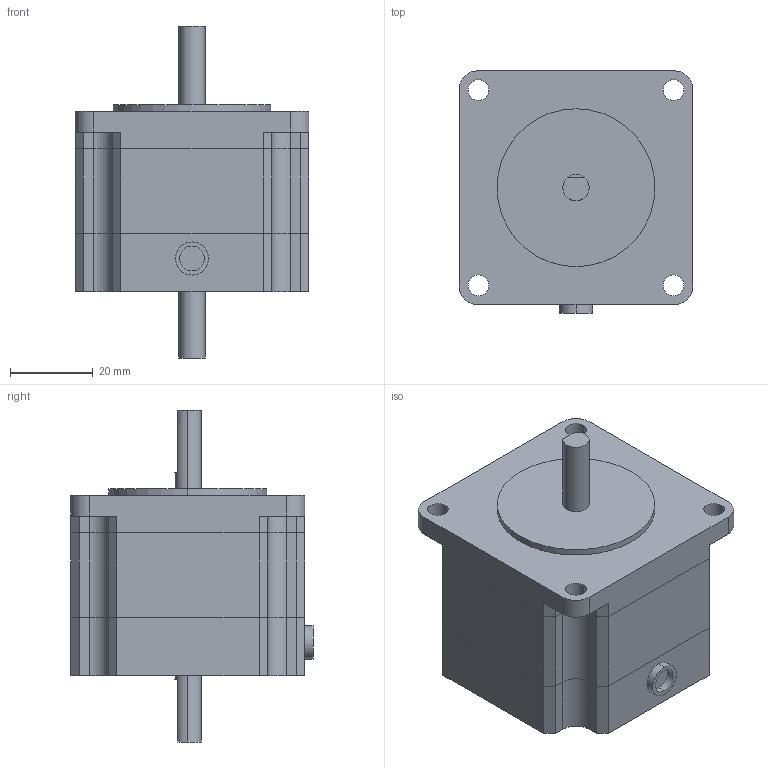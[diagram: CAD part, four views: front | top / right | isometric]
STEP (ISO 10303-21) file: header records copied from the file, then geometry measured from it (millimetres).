
FILE_DESCRIPTION (( 'STEP AP214' ), '1' );
FILE_NAME ('PF46402B.STEP', '2014-02-13T13:18:15', ( 'j' ), ( '' ), 'SwSTEP 2.0', 'SolidWorks 2011', '' );
FILE_SCHEMA (( 'AUTOMOTIVE_DESIGN' ));
Length unit declared in the file: millimetre
Products named in the file (1): PF46402B
Bounding box: 56.4 x 58.4 x 80.1 mm (x, y, z)
Volume: 128255.4 mm3; surface area: 28169.8 mm2
Topology: 3 solids, 3 shells, 137 faces, 354 edges, 236 vertices
Faces by surface type: plane 87, cylinder 50
Entity records: 4260 total; most frequent: DIRECTION 734, CARTESIAN_POINT 728, ORIENTED_EDGE 708, EDGE_CURVE 354, LINE 250, VECTOR 250, AXIS2_PLACEMENT_3D 242, VERTEX_POINT 236
